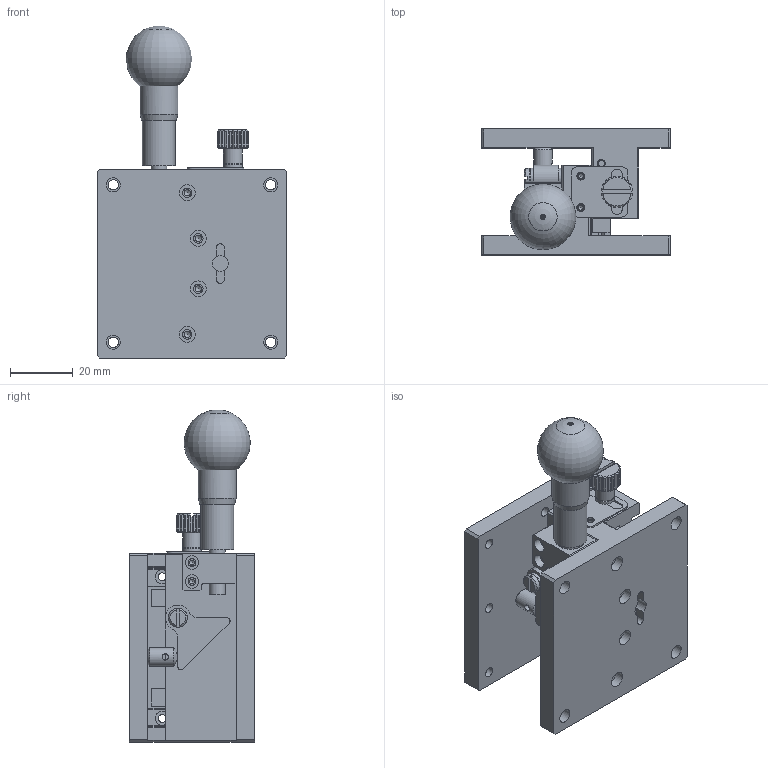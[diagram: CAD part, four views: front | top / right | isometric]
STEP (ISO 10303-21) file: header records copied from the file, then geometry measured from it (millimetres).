
FILE_DESCRIPTION (( 'STEP AP203' ), '1' );
FILE_NAME ('528866.STEP', '2024-10-17T08:16:31', ( 'Windows User' ), ( 'P R C' ), 'SwSTEP 2.0', 'SolidWorks 2020', '' );
FILE_SCHEMA (( 'CONFIG_CONTROL_DESIGN' ));
Products named in the file (1): 528866
Bounding box: 60 x 40 x 105.47 mm (x, y, z)
Volume: 73921.6 mm3; surface area: 34691.2 mm2
Topology: 3 solids, 4 shells, 1689 faces, 3626 edges, 1993 vertices
Faces by surface type: bspline 961, cylinder 390, plane 237, cone 100, torus 1
Full cylindrical faces by diameter (mm): 1.567 x8, 2 x1, 2.013 x11, 2.459 x5, 2.5 x8, 3 x9, 3.242 x9, 3.5 x4, 4.3 x2, 4.4 x8, 4.5 x4, 5 x11, 5.96 x2, 6 x6, 9 x1, 9.5 x1, 10.5 x1, 12.034 x1
Entity records: 72911 total; most frequent: CARTESIAN_POINT 48351, ORIENTED_EDGE 6918, EDGE_CURVE 3459, DIRECTION 2717, VERTEX_POINT 1956, EDGE_LOOP 1915, FACE_OUTER_BOUND 1781, ADVANCED_FACE 1689
